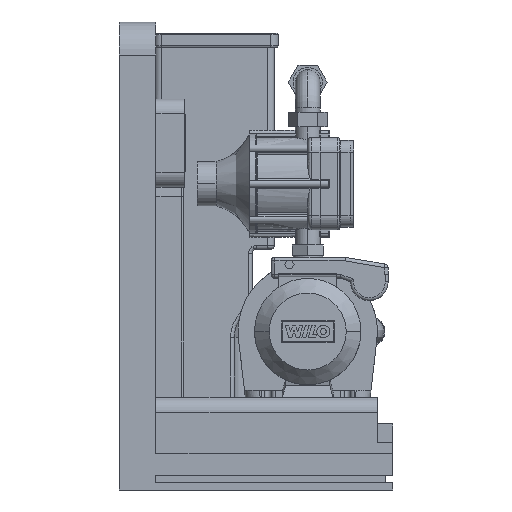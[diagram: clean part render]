
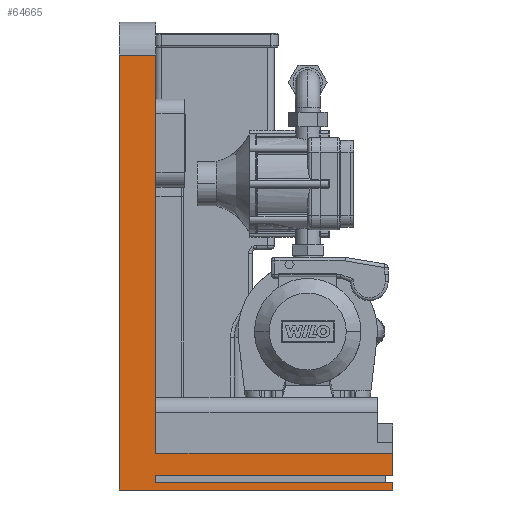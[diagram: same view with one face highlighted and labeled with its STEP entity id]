
A CAD part, left-side view. The second image highlights one B-rep face of the part: STEP entity #64665.
In plain terms, the highlighted planar face has unit normal (-1, 0, 0).
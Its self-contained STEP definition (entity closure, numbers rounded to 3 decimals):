
#62719=CARTESIAN_POINT('',(-320.5,-50.,593.0));
#62720=VERTEX_POINT('',#62719);
#62728=CARTESIAN_POINT('',(-320.5,-50.,50.));
#62729=VERTEX_POINT('',#62728);
#62730=CARTESIAN_POINT('',(-320.5,-50.,50.));
#62731=DIRECTION('',(0.0,0.0,1.0));
#62732=VECTOR('',#62731,543.0);
#62733=LINE('',#62730,#62732);
#62734=EDGE_CURVE('',#62729,#62720,#62733,.T.);
#63239=CARTESIAN_POINT('',(-320.5,0.,593.0));
#63240=VERTEX_POINT('',#63239);
#63248=CARTESIAN_POINT('',(-320.5,0.,593.0));
#63249=DIRECTION('',(0.0,-1.0,0.0));
#63250=VECTOR('',#63249,50.0);
#63251=LINE('',#63248,#63250);
#63252=EDGE_CURVE('',#63240,#62720,#63251,.T.);
#64126=CARTESIAN_POINT('',(-320.5,-373.,50.));
#64127=VERTEX_POINT('',#64126);
#64128=CARTESIAN_POINT('',(-320.5,-373.,50.));
#64129=DIRECTION('',(0.0,1.0,0.0));
#64130=VECTOR('',#64129,323.0);
#64131=LINE('',#64128,#64130);
#64132=EDGE_CURVE('',#64127,#62729,#64131,.T.);
#64205=CARTESIAN_POINT('',(-320.5,-373.,20.));
#64206=VERTEX_POINT('',#64205);
#64213=CARTESIAN_POINT('',(-320.5,-50.,20.));
#64214=VERTEX_POINT('',#64213);
#64215=CARTESIAN_POINT('',(-320.5,-50.,20.));
#64216=DIRECTION('',(0.0,-1.0,0.0));
#64217=VECTOR('',#64216,323.0);
#64218=LINE('',#64215,#64217);
#64219=EDGE_CURVE('',#64214,#64206,#64218,.T.);
#64265=CARTESIAN_POINT('',(-320.5,-373.,20.));
#64266=DIRECTION('',(0.0,0.0,1.0));
#64267=VECTOR('',#64266,30.);
#64268=LINE('',#64265,#64267);
#64269=EDGE_CURVE('',#64206,#64127,#64268,.T.);
#64282=CARTESIAN_POINT('',(-320.5,-50.,10.));
#64283=VERTEX_POINT('',#64282);
#64284=CARTESIAN_POINT('',(-320.5,-50.,10.));
#64285=DIRECTION('',(0.0,0.0,1.0));
#64286=VECTOR('',#64285,10.);
#64287=LINE('',#64284,#64286);
#64288=EDGE_CURVE('',#64283,#64214,#64287,.T.);
#64381=CARTESIAN_POINT('',(-320.5,-373.,10.));
#64382=VERTEX_POINT('',#64381);
#64383=CARTESIAN_POINT('',(-320.5,-373.,10.));
#64384=DIRECTION('',(0.0,1.0,0.0));
#64385=VECTOR('',#64384,323.0);
#64386=LINE('',#64383,#64385);
#64387=EDGE_CURVE('',#64382,#64283,#64386,.T.);
#64437=CARTESIAN_POINT('',(-320.5,-373.,0.));
#64438=VERTEX_POINT('',#64437);
#64439=CARTESIAN_POINT('',(-320.5,-373.,0.));
#64440=DIRECTION('',(0.0,0.0,1.0));
#64441=VECTOR('',#64440,10.);
#64442=LINE('',#64439,#64441);
#64443=EDGE_CURVE('',#64438,#64382,#64442,.T.);
#64622=CARTESIAN_POINT('',(-320.5,0.,0.));
#64623=VERTEX_POINT('',#64622);
#64624=CARTESIAN_POINT('',(-320.5,0.,0.));
#64625=DIRECTION('',(0.0,-1.0,0.0));
#64626=VECTOR('',#64625,373.0);
#64627=LINE('',#64624,#64626);
#64628=EDGE_CURVE('',#64623,#64438,#64627,.T.);
#64643=CARTESIAN_POINT('',(-320.5,0.,0.));
#64644=DIRECTION('',(-1.0,0.0,0.0));
#64645=DIRECTION('',(0.0,-1.0,0.0));
#64646=AXIS2_PLACEMENT_3D('',#64643,#64644,#64645);
#64647=PLANE('',#64646);
#64648=ORIENTED_EDGE('',*,*,#63252,.F.);
#64649=CARTESIAN_POINT('',(-320.5,0.,0.));
#64650=DIRECTION('',(0.0,0.0,1.0));
#64651=VECTOR('',#64650,593.0);
#64652=LINE('',#64649,#64651);
#64653=EDGE_CURVE('',#64623,#63240,#64652,.T.);
#64654=ORIENTED_EDGE('',*,*,#64653,.F.);
#64655=ORIENTED_EDGE('',*,*,#64628,.T.);
#64656=ORIENTED_EDGE('',*,*,#64443,.T.);
#64657=ORIENTED_EDGE('',*,*,#64387,.T.);
#64658=ORIENTED_EDGE('',*,*,#64288,.T.);
#64659=ORIENTED_EDGE('',*,*,#64219,.T.);
#64660=ORIENTED_EDGE('',*,*,#64269,.T.);
#64661=ORIENTED_EDGE('',*,*,#64132,.T.);
#64662=ORIENTED_EDGE('',*,*,#62734,.T.);
#64663=EDGE_LOOP('',(#64648,#64654,#64655,#64656,#64657,#64658,#64659,#64660,#64661,#64662));
#64664=FACE_OUTER_BOUND('',#64663,.T.);
#64665=ADVANCED_FACE('',(#64664),#64647,.T.);
